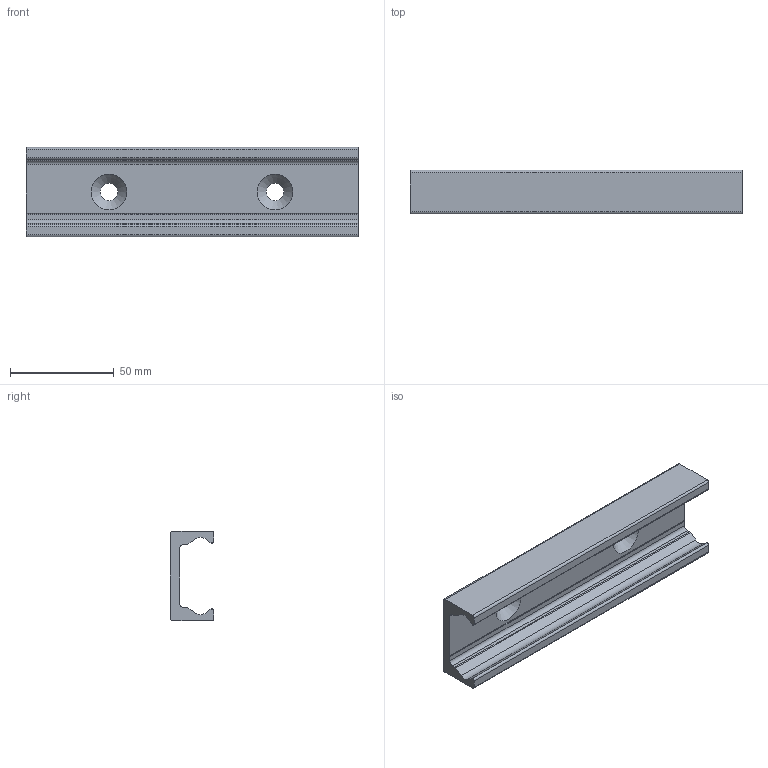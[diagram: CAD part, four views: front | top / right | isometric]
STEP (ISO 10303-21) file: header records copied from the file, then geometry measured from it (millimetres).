
FILE_DESCRIPTION((''),'2;1');
FILE_NAME('LCX 43-0160.V.stp','2016-04-28T14:32:15',('MRathmann'),(''),'Autodesk Inventor 2012','Autodesk Inventor 2012','');
FILE_SCHEMA(('CONFIG_CONTROL_DESIGN'));
Length unit declared in the file: millimetre
Products named in the file (1): LCX 43-0160.V
Bounding box: 160 x 21 x 43 mm (x, y, z)
Volume: 54684.5 mm3; surface area: 26118.9 mm2
Topology: 1 solids, 1 shells, 32 faces, 88 edges, 58 vertices
Faces by surface type: cylinder 15, plane 15, cone 2
Full cylindrical faces by diameter (mm): 8.5 x2
Entity records: 1042 total; most frequent: DIRECTION 182, CARTESIAN_POINT 175, ORIENTED_EDGE 168, EDGE_CURVE 84, AXIS2_PLACEMENT_3D 65, VERTEX_POINT 58, VECTOR 52, LINE 52
